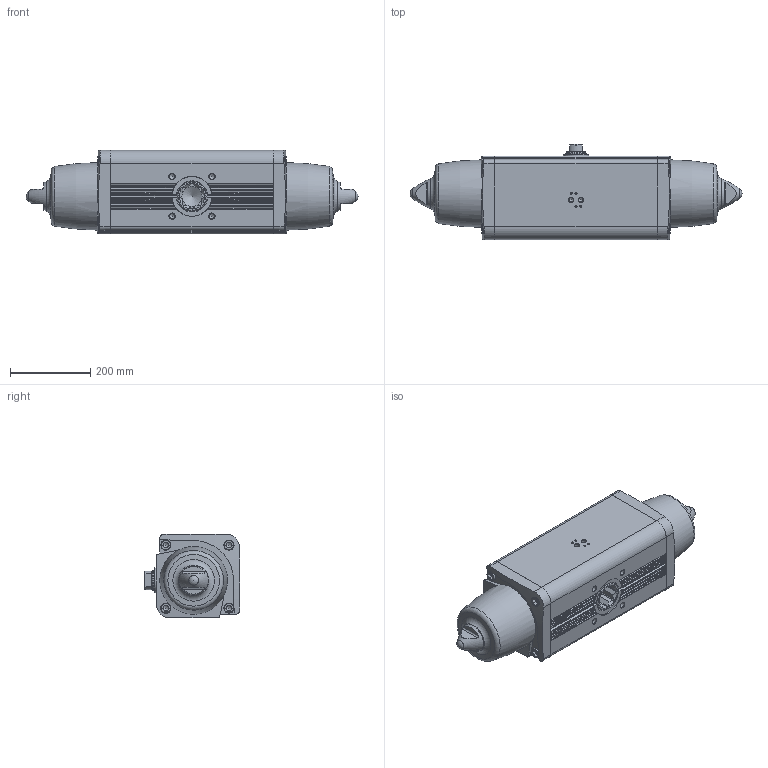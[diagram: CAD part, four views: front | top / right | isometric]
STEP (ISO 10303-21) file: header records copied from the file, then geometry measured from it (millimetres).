
FILE_DESCRIPTION(/* description */ ('Unknown'),/* implementation_level */ '2;1');
FILE_NAME(/* name */ 'SR12',/* time_stamp */ '2022-08-11T13:16:07+02:00',/* author */ ('Unknown'),/* organization */ ('Unknown'),/* preprocessor_version */ 'ST-DEVELOPER v16.7',/* originating_system */ 'Solid Edge',/* authorisation */ 'Unknown');
FILE_SCHEMA (('AUTOMOTIVE_DESIGN {1 0 10303 214 3 1 1}'));
Length unit declared in the file: millimetre
Products named in the file (2): SR 960; _SRN0960401S_new
Assembly tree (1 placements, depth 2):
  SR 960
    _SRN0960401S_new
Bounding box: 828 x 237.7 x 207.7 mm (x, y, z)
Volume: 24310973.4 mm3; surface area: 721673 mm2
Topology: 1 solids, 1 shells, 467 faces, 1207 edges, 772 vertices
Faces by surface type: plane 235, cylinder 135, cone 60, torus 31, sphere 6
Full cylindrical faces by diameter (mm): 2.5 x2, 4.134 x8, 4.917 x1, 11.445 x2, 13.835 x4, 24 x8, 50 x1, 63 x1, 64 x1, 65.4 x1, 74 x1, 172 x2
Entity records: 16862 total; most frequent: CARTESIAN_POINT 2952, DIRECTION 2196, ORIENTED_EDGE 2062, EDGE_CURVE 1031, AXIS2_PLACEMENT_3D 853, VERTEX_POINT 737, FACE_BOUND 636, EDGE_LOOP 612
